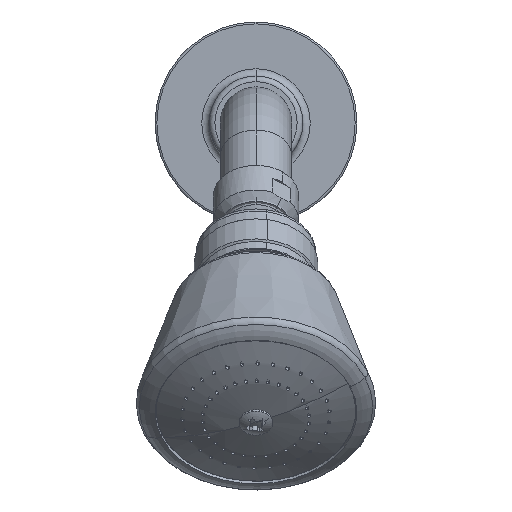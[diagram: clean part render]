
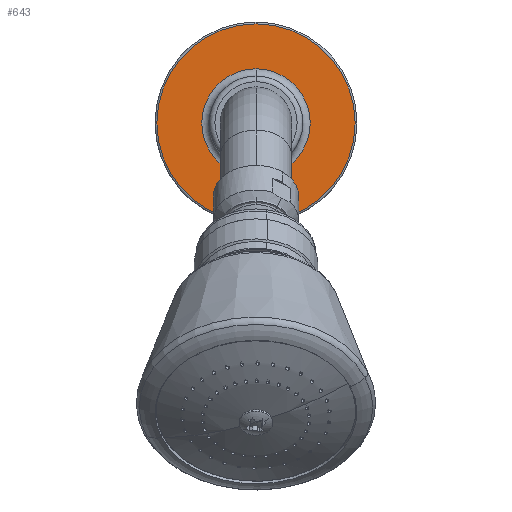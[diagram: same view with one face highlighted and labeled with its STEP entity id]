
A CAD part, top view. The second image highlights one B-rep face of the part: STEP entity #643.
In plain terms, the highlighted planar face has unit normal (0, 0, 1).
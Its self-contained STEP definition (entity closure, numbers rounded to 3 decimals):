
#173 = EDGE_CURVE ( 'NONE', #1259, #10226, #2974, .T. ) ;
#393 = CIRCLE ( 'NONE', #8432, 14.5 ) ;
#643 = ADVANCED_FACE ( 'NONE', ( #10361, #10249 ), #3055, .T. ) ;
#1027 = ORIENTED_EDGE ( 'NONE', *, *, #9937, .T. ) ;
#1259 = VERTEX_POINT ( 'NONE', #1886 ) ;
#1327 = CARTESIAN_POINT ( 'NONE',  ( 0., 0., 8. ) ) ;
#1686 = DIRECTION ( 'NONE',  ( 0., 0., -1. ) ) ;
#1720 = CARTESIAN_POINT ( 'NONE',  ( 0., 26.5, 8. ) ) ;
#1886 = CARTESIAN_POINT ( 'NONE',  ( 0., 14.5, 8. ) ) ;
#2024 = DIRECTION ( 'NONE',  ( 0., 0., -1. ) ) ;
#2511 = CARTESIAN_POINT ( 'NONE',  ( 0., -14.5, 8. ) ) ;
#2859 = EDGE_CURVE ( 'NONE', #5840, #9835, #8171, .T. ) ;
#2974 = CIRCLE ( 'NONE', #3833, 14.5 ) ;
#3055 = PLANE ( 'NONE',  #3218 ) ;
#3157 = ORIENTED_EDGE ( 'NONE', *, *, #2859, .F. ) ;
#3218 = AXIS2_PLACEMENT_3D ( 'NONE', #10183, #9391, #5321 ) ;
#3812 = DIRECTION ( 'NONE',  ( 0., 1., 0. ) ) ;
#3833 = AXIS2_PLACEMENT_3D ( 'NONE', #9215, #2024, #8414 ) ;
#4015 = ORIENTED_EDGE ( 'NONE', *, *, #173, .T. ) ;
#4611 = DIRECTION ( 'NONE',  ( 0., 0., -1. ) ) ;
#4715 = CARTESIAN_POINT ( 'NONE',  ( 0., 0., 8. ) ) ;
#4740 = DIRECTION ( 'NONE',  ( 0., 1., 0. ) ) ;
#5175 = AXIS2_PLACEMENT_3D ( 'NONE', #10287, #1686, #4740 ) ;
#5321 = DIRECTION ( 'NONE',  ( 0., -1., 0. ) ) ;
#5840 = VERTEX_POINT ( 'NONE', #1720 ) ;
#6085 = EDGE_LOOP ( 'NONE', ( #4015, #1027 ) ) ;
#6123 = DIRECTION ( 'NONE',  ( 0., 0., -1. ) ) ;
#6334 = DIRECTION ( 'NONE',  ( 0., 1., 0. ) ) ;
#6668 = EDGE_CURVE ( 'NONE', #9835, #5840, #8675, .T. ) ;
#7613 = EDGE_LOOP ( 'NONE', ( #3157, #9404 ) ) ;
#8171 = CIRCLE ( 'NONE', #9518, 26.5 ) ;
#8414 = DIRECTION ( 'NONE',  ( 0., 1., 0. ) ) ;
#8432 = AXIS2_PLACEMENT_3D ( 'NONE', #1327, #6123, #3812 ) ;
#8675 = CIRCLE ( 'NONE', #5175, 26.5 ) ;
#9215 = CARTESIAN_POINT ( 'NONE',  ( 0., 0., 8. ) ) ;
#9391 = DIRECTION ( 'NONE',  ( 0., 0., 1. ) ) ;
#9404 = ORIENTED_EDGE ( 'NONE', *, *, #6668, .F. ) ;
#9518 = AXIS2_PLACEMENT_3D ( 'NONE', #4715, #4611, #6334 ) ;
#9835 = VERTEX_POINT ( 'NONE', #9944 ) ;
#9937 = EDGE_CURVE ( 'NONE', #10226, #1259, #393, .T. ) ;
#9944 = CARTESIAN_POINT ( 'NONE',  ( 0., -26.5, 8. ) ) ;
#10183 = CARTESIAN_POINT ( 'NONE',  ( 26.5, 0., 8. ) ) ;
#10226 = VERTEX_POINT ( 'NONE', #2511 ) ;
#10249 = FACE_OUTER_BOUND ( 'NONE', #7613, .T. ) ;
#10287 = CARTESIAN_POINT ( 'NONE',  ( 0., 0., 8. ) ) ;
#10361 = FACE_BOUND ( 'NONE', #6085, .T. ) ;
